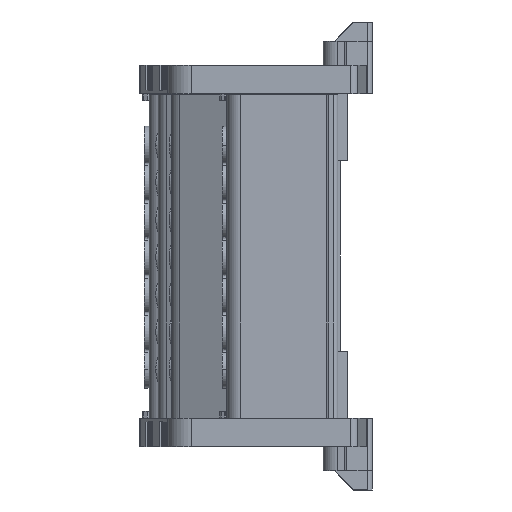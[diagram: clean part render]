
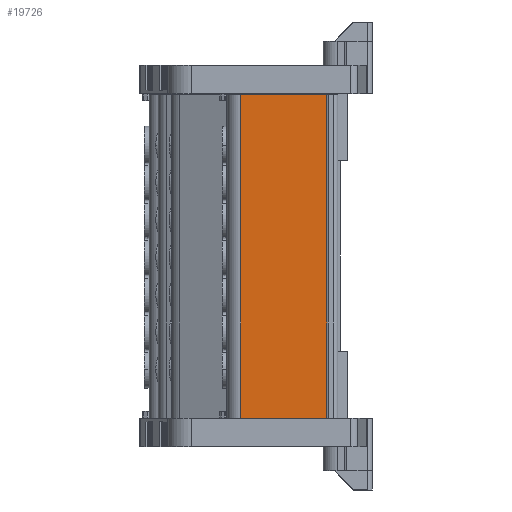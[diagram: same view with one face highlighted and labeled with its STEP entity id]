
A CAD part, left-side view. The second image highlights one B-rep face of the part: STEP entity #19726.
In plain terms, the highlighted planar face has unit normal (-1, 0.018, 0).
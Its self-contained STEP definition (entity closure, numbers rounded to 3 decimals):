
#2837 = EDGE_CURVE ( 'NONE', #78801, #79033, #43022, .T. ) ;
#11919 = ORIENTED_EDGE ( 'NONE', *, *, #19919, .F. ) ;
#11924 = ORIENTED_EDGE ( 'NONE', *, *, #19867, .F. ) ;
#11925 = ORIENTED_EDGE ( 'NONE', *, *, #19907, .F. ) ;
#12001 = ORIENTED_EDGE ( 'NONE', *, *, #2837, .F. ) ;
#19726 = ADVANCED_FACE ( 'NONE', ( #57983 ), #58018, .F. ) ;
#19867 = EDGE_CURVE ( 'NONE', #90465, #90350, #58808, .T. ) ;
#19907 = EDGE_CURVE ( 'NONE', #79033, #90465, #58875, .T. ) ;
#19919 = EDGE_CURVE ( 'NONE', #90350, #78801, #58930, .T. ) ;
#36377 = VECTOR ( 'NONE', #43036, 1000. ) ;
#43022 = LINE ( 'NONE', #43024, #36377 ) ;
#43024 = CARTESIAN_POINT ( 'NONE',  ( 353.3, -86.717, 96.129 ) ) ;
#43036 = DIRECTION ( 'NONE',  ( -0.017, -1., 0. ) ) ;
#52764 = AXIS2_PLACEMENT_3D ( 'NONE', #58021, #58019, #57988 ) ;
#53036 = VECTOR ( 'NONE', #58807, 1000. ) ;
#53080 = VECTOR ( 'NONE', #58960, 1000. ) ;
#53141 = VECTOR ( 'NONE', #58886, 1000. ) ;
#57983 = FACE_OUTER_BOUND ( 'NONE', #80363, .T. ) ;
#57988 = DIRECTION ( 'NONE',  ( 0.017, 1., 0. ) ) ;
#58018 = PLANE ( 'NONE',  #52764 ) ;
#58019 = DIRECTION ( 'NONE',  ( 1., -0.017, 0. ) ) ;
#58021 = CARTESIAN_POINT ( 'NONE',  ( 353.3, -86.717, 27.595 ) ) ;
#58807 = DIRECTION ( 'NONE',  ( 0.017, 1., 0. ) ) ;
#58808 = LINE ( 'NONE', #58811, #53036 ) ;
#58811 = CARTESIAN_POINT ( 'NONE',  ( 352.899, -109.664, 28.595 ) ) ;
#58875 = LINE ( 'NONE', #58878, #53141 ) ;
#58878 = CARTESIAN_POINT ( 'NONE',  ( 352.899, -109.664, 27.595 ) ) ;
#58886 = DIRECTION ( 'NONE',  ( 0., 0., -1. ) ) ;
#58930 = LINE ( 'NONE', #58951, #53080 ) ;
#58951 = CARTESIAN_POINT ( 'NONE',  ( 353.23, -90.714, 40.79 ) ) ;
#58960 = DIRECTION ( 'NONE',  ( 0., 0., 1. ) ) ;
#69697 = CARTESIAN_POINT ( 'NONE',  ( 353.23, -90.714, 96.129 ) ) ;
#69856 = CARTESIAN_POINT ( 'NONE',  ( 352.899, -109.664, 96.129 ) ) ;
#75550 = CARTESIAN_POINT ( 'NONE',  ( 353.23, -90.714, 28.595 ) ) ;
#75658 = CARTESIAN_POINT ( 'NONE',  ( 352.899, -109.664, 28.595 ) ) ;
#78801 = VERTEX_POINT ( 'NONE', #69697 ) ;
#79033 = VERTEX_POINT ( 'NONE', #69856 ) ;
#80363 = EDGE_LOOP ( 'NONE', ( #11925, #12001, #11919, #11924 ) ) ;
#90350 = VERTEX_POINT ( 'NONE', #75550 ) ;
#90465 = VERTEX_POINT ( 'NONE', #75658 ) ;
